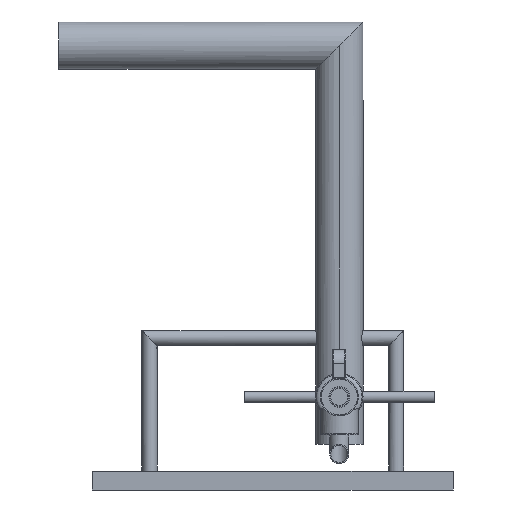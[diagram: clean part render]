
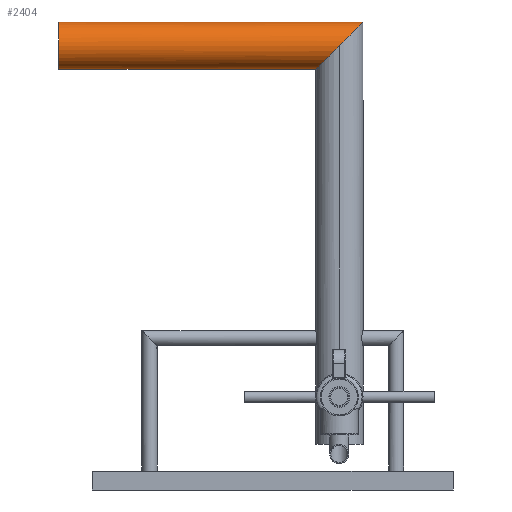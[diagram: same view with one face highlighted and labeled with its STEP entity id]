
A CAD part, front view. The second image highlights one B-rep face of the part: STEP entity #2404.
In plain terms, the highlighted cylindrical face has radius 12.5 mm (diameter 25 mm), a full revolution.
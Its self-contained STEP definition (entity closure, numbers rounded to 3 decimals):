
#296=FACE_OUTER_BOUND('',#464,.T.);
#464=EDGE_LOOP('',(#2122,#2123,#2124,#2125,#2126,#2127));
#577=CIRCLE('',#2685,12.5);
#751=LINE('',#4315,#931);
#931=VECTOR('',#3374,12.5);
#978=ELLIPSE('',#2664,17.678,12.5);
#979=ELLIPSE('',#2665,17.678,12.5);
#986=ELLIPSE('',#2688,17.678,12.5);
#1160=VERTEX_POINT('',#4172);
#1166=VERTEX_POINT('',#4201);
#1167=VERTEX_POINT('',#4203);
#1186=VERTEX_POINT('',#4310);
#1480=EDGE_CURVE('',#1166,#1167,#978,.T.);
#1481=EDGE_CURVE('',#1160,#1167,#979,.T.);
#1507=EDGE_CURVE('',#1186,#1186,#577,.T.);
#1509=EDGE_CURVE('',#1186,#1166,#751,.T.);
#1510=EDGE_CURVE('',#1160,#1166,#986,.T.);
#2122=ORIENTED_EDGE('',*,*,#1507,.F.);
#2123=ORIENTED_EDGE('',*,*,#1509,.T.);
#2124=ORIENTED_EDGE('',*,*,#1510,.F.);
#2125=ORIENTED_EDGE('',*,*,#1481,.T.);
#2126=ORIENTED_EDGE('',*,*,#1480,.F.);
#2127=ORIENTED_EDGE('',*,*,#1509,.F.);
#2274=CYLINDRICAL_SURFACE('',#2687,12.5);
#2404=ADVANCED_FACE('',(#296),#2274,.T.);
#2664=AXIS2_PLACEMENT_3D('',#4204,#3312,#3313);
#2665=AXIS2_PLACEMENT_3D('',#4205,#3314,#3315);
#2685=AXIS2_PLACEMENT_3D('',#4311,#3368,#3369);
#2687=AXIS2_PLACEMENT_3D('',#4314,#3372,#3373);
#2688=AXIS2_PLACEMENT_3D('',#4316,#3375,#3376);
#3312=DIRECTION('center_axis',(0.707,0.,-0.707));
#3313=DIRECTION('ref_axis',(0.707,0.,0.707));
#3314=DIRECTION('center_axis',(-0.707,0.,0.707));
#3315=DIRECTION('ref_axis',(0.707,0.,0.707));
#3368=DIRECTION('center_axis',(-1.,0.,0.));
#3369=DIRECTION('ref_axis',(0.,0.,1.));
#3372=DIRECTION('center_axis',(-1.,0.,0.));
#3373=DIRECTION('ref_axis',(0.,0.,1.));
#3374=DIRECTION('',(1.,0.,0.));
#3375=DIRECTION('center_axis',(0.707,0.,-0.707));
#3376=DIRECTION('ref_axis',(0.707,0.,0.707));
#4172=CARTESIAN_POINT('',(130.,12.5,234.));
#4201=CARTESIAN_POINT('',(117.5,25.,221.5));
#4203=CARTESIAN_POINT('',(130.,37.5,234.));
#4204=CARTESIAN_POINT('Origin',(130.,25.,234.));
#4205=CARTESIAN_POINT('Origin',(130.,25.,234.));
#4310=CARTESIAN_POINT('',(-17.74,25.,221.5));
#4311=CARTESIAN_POINT('Origin',(-17.74,25.,234.));
#4314=CARTESIAN_POINT('Origin',(90.,25.,234.));
#4315=CARTESIAN_POINT('',(90.,25.,221.5));
#4316=CARTESIAN_POINT('Origin',(130.,25.,234.));
